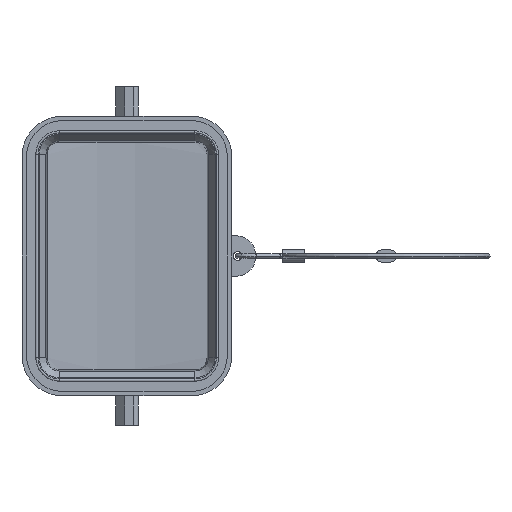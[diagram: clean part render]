
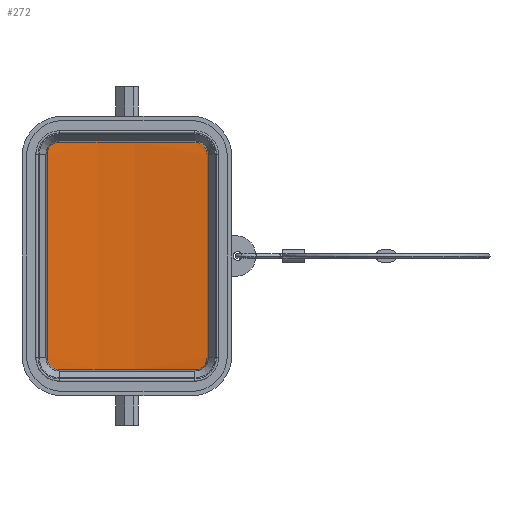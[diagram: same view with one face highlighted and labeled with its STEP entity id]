
A CAD part, front view. The second image highlights one B-rep face of the part: STEP entity #272.
In plain terms, the highlighted cylindrical face has radius 127.858 mm (diameter 255.716 mm), a partial arc.
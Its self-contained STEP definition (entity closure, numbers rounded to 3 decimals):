
#272=ADVANCED_FACE('',(#602),#471,.F.);
#471=CYLINDRICAL_SURFACE('',#4208,127.858);
#602=FACE_OUTER_BOUND('',#829,.T.);
#829=EDGE_LOOP('',(#2020,#2021,#2022,#2023,#2024,#2025,#2026,#2027));
#1054=LINE('',#6822,#1309);
#1055=LINE('',#6863,#1310);
#1309=VECTOR('',#4743,1.);
#1310=VECTOR('',#4744,1.);
#1664=B_SPLINE_CURVE_WITH_KNOTS('',3,(#6797,#6798,#6799,#6800),
 .UNSPECIFIED.,.F.,.F.,(4,4),(0.,1.),.UNSPECIFIED.);
#1665=B_SPLINE_CURVE_WITH_KNOTS('',3,(#6803,#6804,#6805,#6806,#6807,#6808,
#6809,#6810,#6811,#6812,#6813,#6814,#6815,#6816,#6817,#6818,#6819,#6820),
 .UNSPECIFIED.,.F.,.F.,(4,2,2,2,2,2,2,2,4),(0.,0.25,0.375,
0.5,0.625,0.687,0.75,
0.875,1.),.UNSPECIFIED.);
#1666=B_SPLINE_CURVE_WITH_KNOTS('',3,(#6824,#6825,#6826,#6827,#6828,#6829,
#6830,#6831,#6832,#6833,#6834,#6835,#6836,#6837),.UNSPECIFIED.,.F.,.F.,
(4,2,2,2,2,2,4),(0.,0.125,0.188,0.25,
0.375,0.5,1.),.UNSPECIFIED.);
#1667=B_SPLINE_CURVE_WITH_KNOTS('',3,(#6839,#6840,#6841,#6842),
 .UNSPECIFIED.,.F.,.F.,(4,4),(0.,1.),.UNSPECIFIED.);
#1668=B_SPLINE_CURVE_WITH_KNOTS('',3,(#6844,#6845,#6846,#6847,#6848,#6849,
#6850,#6851,#6852,#6853,#6854,#6855,#6856,#6857,#6858,#6859,#6860,#6861),
 .UNSPECIFIED.,.F.,.F.,(4,2,2,2,2,2,2,2,4),(0.,0.25,0.375,
0.5,0.625,0.688,0.75,0.875,1.),
 .UNSPECIFIED.);
#1669=B_SPLINE_CURVE_WITH_KNOTS('',3,(#6865,#6866,#6867,#6868,#6869,#6870,
#6871,#6872,#6873,#6874,#6875,#6876,#6877,#6878),.UNSPECIFIED.,.F.,.F.,
(4,2,2,2,2,2,4),(0.,0.125,0.187,0.25,
0.375,0.5,1.),.UNSPECIFIED.);
#2020=ORIENTED_EDGE('',*,*,#3528,.T.);
#2021=ORIENTED_EDGE('',*,*,#3529,.F.);
#2022=ORIENTED_EDGE('',*,*,#3530,.F.);
#2023=ORIENTED_EDGE('',*,*,#3531,.F.);
#2024=ORIENTED_EDGE('',*,*,#3532,.F.);
#2025=ORIENTED_EDGE('',*,*,#3533,.F.);
#2026=ORIENTED_EDGE('',*,*,#3534,.F.);
#2027=ORIENTED_EDGE('',*,*,#3535,.F.);
#3074=VERTEX_POINT('',#6801);
#3075=VERTEX_POINT('',#6802);
#3076=VERTEX_POINT('',#6821);
#3077=VERTEX_POINT('',#6823);
#3078=VERTEX_POINT('',#6838);
#3079=VERTEX_POINT('',#6843);
#3080=VERTEX_POINT('',#6862);
#3081=VERTEX_POINT('',#6864);
#3528=EDGE_CURVE('',#3074,#3075,#1664,.T.);
#3529=EDGE_CURVE('',#3076,#3075,#1665,.T.);
#3530=EDGE_CURVE('',#3077,#3076,#1054,.T.);
#3531=EDGE_CURVE('',#3078,#3077,#1666,.T.);
#3532=EDGE_CURVE('',#3079,#3078,#1667,.T.);
#3533=EDGE_CURVE('',#3080,#3079,#1668,.T.);
#3534=EDGE_CURVE('',#3081,#3080,#1055,.T.);
#3535=EDGE_CURVE('',#3074,#3081,#1669,.T.);
#4208=AXIS2_PLACEMENT_3D('',#6879,#4745,#4746);
#4743=DIRECTION('',(0.,0.,1.));
#4744=DIRECTION('',(0.,0.,-1.));
#4745=DIRECTION('',(0.,0.,1.));
#4746=DIRECTION('',(1.,0.,0.));
#6797=CARTESIAN_POINT('',(15.,15.117,25.216));
#6798=CARTESIAN_POINT('',(5.046,16.293,25.185));
#6799=CARTESIAN_POINT('',(-5.046,16.293,25.185));
#6800=CARTESIAN_POINT('',(-15.,15.117,25.216));
#6801=CARTESIAN_POINT('',(15.,15.117,25.216));
#6802=CARTESIAN_POINT('',(-15.,15.117,25.216));
#6803=CARTESIAN_POINT('',(-17.725,14.765,22.5));
#6804=CARTESIAN_POINT('',(-17.725,14.765,22.849));
#6805=CARTESIAN_POINT('',(-17.644,14.777,23.237));
#6806=CARTESIAN_POINT('',(-17.454,14.803,23.694));
#6807=CARTESIAN_POINT('',(-17.375,14.814,23.846));
#6808=CARTESIAN_POINT('',(-17.181,14.841,24.141));
#6809=CARTESIAN_POINT('',(-17.038,14.86,24.311));
#6810=CARTESIAN_POINT('',(-16.828,14.888,24.523));
#6811=CARTESIAN_POINT('',(-16.703,14.904,24.63));
#6812=CARTESIAN_POINT('',(-16.484,14.933,24.782));
#6813=CARTESIAN_POINT('',(-16.406,14.943,24.831));
#6814=CARTESIAN_POINT('',(-16.238,14.965,24.924));
#6815=CARTESIAN_POINT('',(-16.113,14.981,24.982));
#6816=CARTESIAN_POINT('',(-15.936,15.003,25.056));
#6817=CARTESIAN_POINT('',(-15.798,15.021,25.112));
#6818=CARTESIAN_POINT('',(-15.286,15.083,25.214));
#6819=CARTESIAN_POINT('',(-15.103,15.105,25.216));
#6820=CARTESIAN_POINT('',(-15.,15.117,25.216));
#6821=CARTESIAN_POINT('',(-17.725,14.765,22.5));
#6822=CARTESIAN_POINT('',(-17.725,14.765,-22.5));
#6823=CARTESIAN_POINT('',(-17.725,14.765,-22.5));
#6824=CARTESIAN_POINT('',(-15.,15.117,-25.216));
#6825=CARTESIAN_POINT('',(-15.103,15.105,-25.216));
#6826=CARTESIAN_POINT('',(-15.314,15.08,-25.209));
#6827=CARTESIAN_POINT('',(-15.651,15.039,-25.141));
#6828=CARTESIAN_POINT('',(-15.749,15.026,-25.115));
#6829=CARTESIAN_POINT('',(-15.919,15.005,-25.06));
#6830=CARTESIAN_POINT('',(-15.954,15.001,-25.048));
#6831=CARTESIAN_POINT('',(-16.239,14.965,-24.93));
#6832=CARTESIAN_POINT('',(-16.407,14.943,-24.835));
#6833=CARTESIAN_POINT('',(-16.699,14.905,-24.634));
#6834=CARTESIAN_POINT('',(-16.796,14.892,-24.554));
#6835=CARTESIAN_POINT('',(-17.463,14.803,-23.888));
#6836=CARTESIAN_POINT('',(-17.725,14.765,-23.199));
#6837=CARTESIAN_POINT('',(-17.725,14.765,-22.5));
#6838=CARTESIAN_POINT('',(-15.,15.117,-25.216));
#6839=CARTESIAN_POINT('',(15.,15.117,-25.216));
#6840=CARTESIAN_POINT('',(5.,16.298,-25.185));
#6841=CARTESIAN_POINT('',(-5.,16.298,-25.185));
#6842=CARTESIAN_POINT('',(-15.,15.117,-25.216));
#6843=CARTESIAN_POINT('',(15.,15.117,-25.216));
#6844=CARTESIAN_POINT('',(17.725,14.765,-22.5));
#6845=CARTESIAN_POINT('',(17.725,14.765,-22.849));
#6846=CARTESIAN_POINT('',(17.644,14.777,-23.237));
#6847=CARTESIAN_POINT('',(17.454,14.803,-23.694));
#6848=CARTESIAN_POINT('',(17.375,14.814,-23.846));
#6849=CARTESIAN_POINT('',(17.181,14.841,-24.141));
#6850=CARTESIAN_POINT('',(17.038,14.86,-24.311));
#6851=CARTESIAN_POINT('',(16.828,14.888,-24.523));
#6852=CARTESIAN_POINT('',(16.703,14.904,-24.63));
#6853=CARTESIAN_POINT('',(16.484,14.933,-24.782));
#6854=CARTESIAN_POINT('',(16.406,14.943,-24.831));
#6855=CARTESIAN_POINT('',(16.238,14.965,-24.924));
#6856=CARTESIAN_POINT('',(16.113,14.981,-24.982));
#6857=CARTESIAN_POINT('',(15.936,15.003,-25.056));
#6858=CARTESIAN_POINT('',(15.798,15.021,-25.112));
#6859=CARTESIAN_POINT('',(15.286,15.083,-25.214));
#6860=CARTESIAN_POINT('',(15.103,15.105,-25.216));
#6861=CARTESIAN_POINT('',(15.,15.117,-25.216));
#6862=CARTESIAN_POINT('',(17.725,14.765,-22.5));
#6863=CARTESIAN_POINT('',(17.725,14.765,22.5));
#6864=CARTESIAN_POINT('',(17.725,14.765,22.5));
#6865=CARTESIAN_POINT('',(15.,15.117,25.216));
#6866=CARTESIAN_POINT('',(15.103,15.105,25.216));
#6867=CARTESIAN_POINT('',(15.314,15.08,25.209));
#6868=CARTESIAN_POINT('',(15.651,15.039,25.141));
#6869=CARTESIAN_POINT('',(15.749,15.026,25.115));
#6870=CARTESIAN_POINT('',(15.919,15.005,25.06));
#6871=CARTESIAN_POINT('',(15.954,15.001,25.048));
#6872=CARTESIAN_POINT('',(16.239,14.965,24.93));
#6873=CARTESIAN_POINT('',(16.407,14.943,24.835));
#6874=CARTESIAN_POINT('',(16.699,14.905,24.634));
#6875=CARTESIAN_POINT('',(16.796,14.892,24.554));
#6876=CARTESIAN_POINT('',(17.463,14.803,23.888));
#6877=CARTESIAN_POINT('',(17.725,14.765,23.199));
#6878=CARTESIAN_POINT('',(17.725,14.765,22.5));
#6879=CARTESIAN_POINT('',(0.,-111.858,33.));
